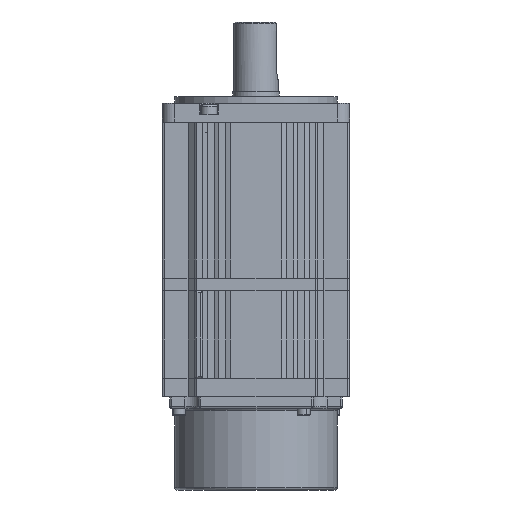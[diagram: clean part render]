
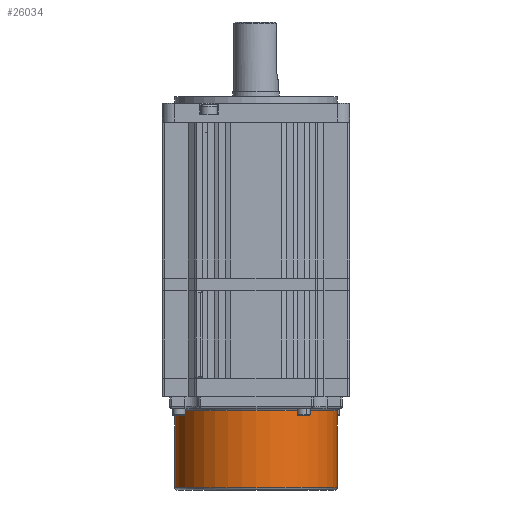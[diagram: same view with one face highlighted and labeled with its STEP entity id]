
A CAD part, front view. The second image highlights one B-rep face of the part: STEP entity #26034.
In plain terms, the highlighted cylindrical face has radius 35 mm (diameter 70 mm), a partial arc.
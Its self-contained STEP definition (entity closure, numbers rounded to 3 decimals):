
#1549 = EDGE_LOOP ( 'NONE', ( #30540, #21522, #9094, #29666 ) ) ;
#2604 = VECTOR ( 'NONE', #20375, 1000. ) ;
#2681 = CARTESIAN_POINT ( 'NONE',  ( -35., 0., 5.5 ) ) ;
#4702 = DIRECTION ( 'NONE',  ( 1., 0., 0. ) ) ;
#6212 = VERTEX_POINT ( 'NONE', #14872 ) ;
#6405 = VECTOR ( 'NONE', #22986, 1000. ) ;
#6599 = FACE_OUTER_BOUND ( 'NONE', #1549, .T. ) ;
#7019 = CIRCLE ( 'NONE', #11476, 35. ) ;
#7088 = LINE ( 'NONE', #25250, #2604 ) ;
#7274 = CARTESIAN_POINT ( 'NONE',  ( 0., 0., 39.5 ) ) ;
#7284 = VERTEX_POINT ( 'NONE', #2681 ) ;
#8363 = EDGE_CURVE ( 'NONE', #6212, #12010, #7088, .T. ) ;
#9094 = ORIENTED_EDGE ( 'NONE', *, *, #17295, .T. ) ;
#10217 = CIRCLE ( 'NONE', #31418, 35. ) ;
#10524 = CARTESIAN_POINT ( 'NONE',  ( -35., 0., 38.5 ) ) ;
#11476 = AXIS2_PLACEMENT_3D ( 'NONE', #27475, #24506, #19603 ) ;
#12010 = VERTEX_POINT ( 'NONE', #33333 ) ;
#12759 = AXIS2_PLACEMENT_3D ( 'NONE', #7274, #15663, #31060 ) ;
#14872 = CARTESIAN_POINT ( 'NONE',  ( 35., 0., 38.5 ) ) ;
#15403 = EDGE_CURVE ( 'NONE', #6212, #20754, #10217, .T. ) ;
#15663 = DIRECTION ( 'NONE',  ( 0., 0., -1. ) ) ;
#17251 = CYLINDRICAL_SURFACE ( 'NONE', #12759, 35. ) ;
#17295 = EDGE_CURVE ( 'NONE', #20754, #7284, #17401, .T. ) ;
#17401 = LINE ( 'NONE', #33819, #6405 ) ;
#19603 = DIRECTION ( 'NONE',  ( 1., 0., 0. ) ) ;
#20375 = DIRECTION ( 'NONE',  ( 0., 0., -1. ) ) ;
#20754 = VERTEX_POINT ( 'NONE', #10524 ) ;
#20774 = DIRECTION ( 'NONE',  ( 0., 0., -1. ) ) ;
#21522 = ORIENTED_EDGE ( 'NONE', *, *, #15403, .T. ) ;
#22986 = DIRECTION ( 'NONE',  ( 0., 0., -1. ) ) ;
#23461 = EDGE_CURVE ( 'NONE', #7284, #12010, #7019, .T. ) ;
#23915 = CARTESIAN_POINT ( 'NONE',  ( 0., 0., 38.5 ) ) ;
#24506 = DIRECTION ( 'NONE',  ( 0., 0., 1. ) ) ;
#25250 = CARTESIAN_POINT ( 'NONE',  ( 35., 0., 39.5 ) ) ;
#26034 = ADVANCED_FACE ( 'NONE', ( #6599 ), #17251, .T. ) ;
#27475 = CARTESIAN_POINT ( 'NONE',  ( 0., 0., 5.5 ) ) ;
#29666 = ORIENTED_EDGE ( 'NONE', *, *, #23461, .T. ) ;
#30540 = ORIENTED_EDGE ( 'NONE', *, *, #8363, .F. ) ;
#31060 = DIRECTION ( 'NONE',  ( -1., 0., 0. ) ) ;
#31418 = AXIS2_PLACEMENT_3D ( 'NONE', #23915, #20774, #4702 ) ;
#33333 = CARTESIAN_POINT ( 'NONE',  ( 35., 0., 5.5 ) ) ;
#33819 = CARTESIAN_POINT ( 'NONE',  ( -35., 0., 39.5 ) ) ;
